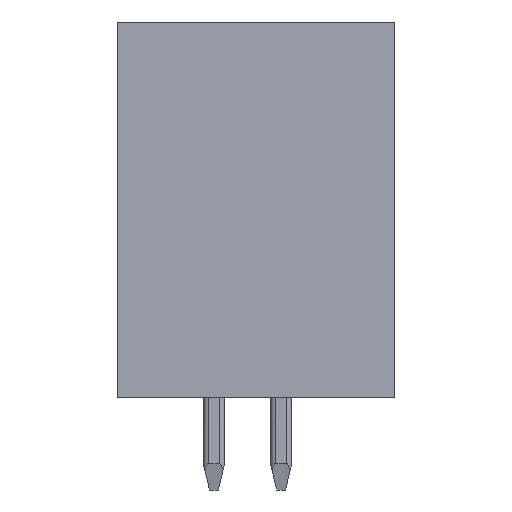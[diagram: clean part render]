
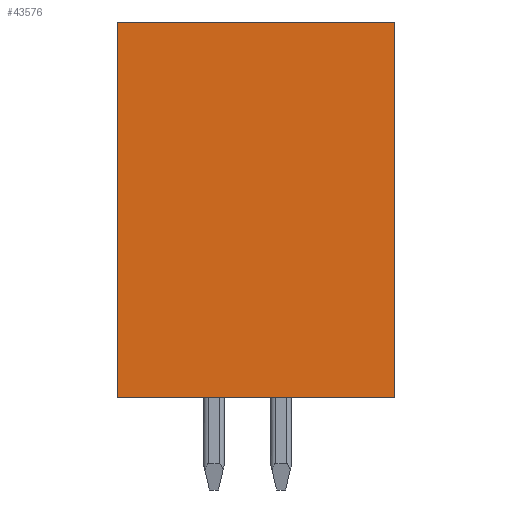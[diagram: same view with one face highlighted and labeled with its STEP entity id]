
A CAD part, front view. The second image highlights one B-rep face of the part: STEP entity #43576.
In plain terms, the highlighted planar face has unit normal (0, -1, 0).
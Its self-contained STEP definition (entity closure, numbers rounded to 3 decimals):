
#17093=DIRECTION('',(0.,0.,-1.));
#17094=VECTOR('',#17093,14.2);
#17095=CARTESIAN_POINT('',(-5.25,-45.43,7.1));
#17096=LINE('',#17095,#17094);
#17097=DIRECTION('',(-1.,0.,0.));
#17098=VECTOR('',#17097,10.5);
#17099=CARTESIAN_POINT('',(5.25,-45.43,7.1));
#17100=LINE('',#17099,#17098);
#17101=DIRECTION('',(0.,0.,1.));
#17102=VECTOR('',#17101,14.2);
#17103=CARTESIAN_POINT('',(5.25,-45.43,-7.1));
#17104=LINE('',#17103,#17102);
#17105=DIRECTION('',(1.,0.,0.));
#17106=VECTOR('',#17105,10.5);
#17107=CARTESIAN_POINT('',(-5.25,-45.43,-7.1));
#17108=LINE('',#17107,#17106);
#17217=CARTESIAN_POINT('',(-5.25,-45.43,7.1));
#17218=CARTESIAN_POINT('',(-5.25,-45.43,-7.1));
#17219=VERTEX_POINT('',#17217);
#17220=VERTEX_POINT('',#17218);
#17221=CARTESIAN_POINT('',(5.25,-45.43,-7.1));
#17222=VERTEX_POINT('',#17221);
#17223=CARTESIAN_POINT('',(5.25,-45.43,7.1));
#17224=VERTEX_POINT('',#17223);
#43565=CARTESIAN_POINT('',(0.,-45.43,0.));
#43566=DIRECTION('',(0.,-1.,0.));
#43567=DIRECTION('',(1.,0.,0.));
#43568=AXIS2_PLACEMENT_3D('',#43565,#43566,#43567);
#43569=PLANE('',#43568);
#43570=ORIENTED_EDGE('',*,*,#21412,.F.);
#43571=ORIENTED_EDGE('',*,*,#21918,.F.);
#43572=ORIENTED_EDGE('',*,*,#22019,.F.);
#43573=ORIENTED_EDGE('',*,*,#22303,.F.);
#43574=EDGE_LOOP('',(#43570,#43571,#43572,#43573));
#43575=FACE_OUTER_BOUND('',#43574,.F.);
#43576=ADVANCED_FACE('',(#43575),#43569,.T.);
#21412=EDGE_CURVE('',#17219,#17220,#17096,.T.);
#21918=EDGE_CURVE('',#17224,#17219,#17100,.T.);
#22019=EDGE_CURVE('',#17222,#17224,#17104,.T.);
#22303=EDGE_CURVE('',#17220,#17222,#17108,.T.);
